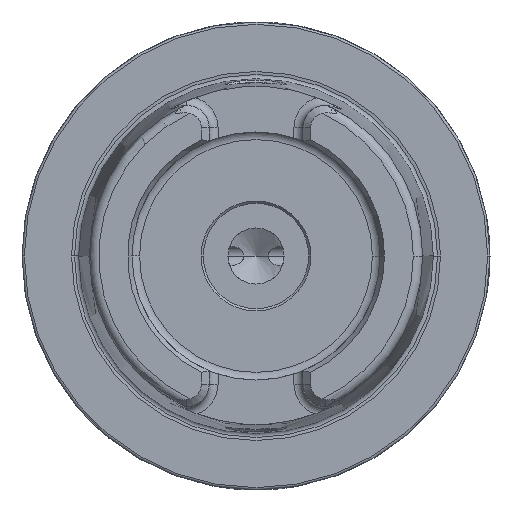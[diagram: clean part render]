
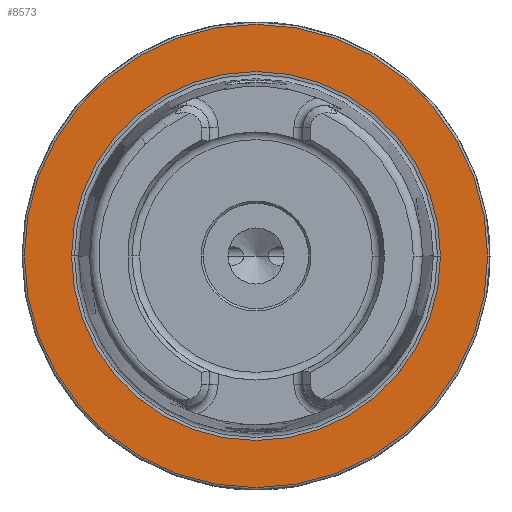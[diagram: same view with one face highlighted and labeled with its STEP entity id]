
A CAD part, left-side view. The second image highlights one B-rep face of the part: STEP entity #8573.
In plain terms, the highlighted planar face has unit normal (-1, 0, 0).
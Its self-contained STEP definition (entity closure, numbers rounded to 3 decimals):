
#168 = VERTEX_POINT ( 'NONE', #696 ) ;
#696 = CARTESIAN_POINT ( 'NONE',  ( 0., -49.5, 0. ) ) ;
#881 = EDGE_CURVE ( 'NONE', #3415, #168, #9977, .T. ) ;
#882 = EDGE_CURVE ( 'NONE', #3411, #3453, #3495, .T. ) ;
#1634 = EDGE_LOOP ( 'NONE', ( #7825, #7826 ) ) ;
#1923 = EDGE_LOOP ( 'NONE', ( #7827, #7828 ) ) ;
#3411 = VERTEX_POINT ( 'NONE', #10740 ) ;
#3415 = VERTEX_POINT ( 'NONE', #10744 ) ;
#3453 = VERTEX_POINT ( 'NONE', #10782 ) ;
#3495 = CIRCLE ( 'NONE', #3536, 39.414 ) ;
#3536 = AXIS2_PLACEMENT_3D ( 'NONE', #8352, #8353, #8354 ) ;
#3622 = AXIS2_PLACEMENT_3D ( 'NONE', #5100, #5115, #5116 ) ;
#4166 = EDGE_CURVE ( 'NONE', #3453, #3411, #10571, .T. ) ;
#4170 = EDGE_CURVE ( 'NONE', #168, #3415, #10583, .T. ) ;
#5100 = CARTESIAN_POINT ( 'NONE',  ( 0., 49.5, 0. ) ) ;
#5109 = FACE_BOUND ( 'NONE', #1634, .T. ) ;
#5112 = FACE_OUTER_BOUND ( 'NONE', #1923, .T. ) ;
#5113 = PLANE ( 'NONE',  #3622 ) ;
#5115 = DIRECTION ( 'NONE',  ( 1., 0., 0. ) ) ;
#5116 = DIRECTION ( 'NONE',  ( 0., 1., 0. ) ) ;
#7825 = ORIENTED_EDGE ( 'NONE', *, *, #882, .F. ) ;
#7826 = ORIENTED_EDGE ( 'NONE', *, *, #4166, .F. ) ;
#7827 = ORIENTED_EDGE ( 'NONE', *, *, #4170, .T. ) ;
#7828 = ORIENTED_EDGE ( 'NONE', *, *, #881, .T. ) ;
#8349 = CARTESIAN_POINT ( 'NONE',  ( 0., 0., 0. ) ) ;
#8350 = DIRECTION ( 'NONE',  ( -1., 0., 0. ) ) ;
#8351 = DIRECTION ( 'NONE',  ( 0., -1., 0. ) ) ;
#8352 = CARTESIAN_POINT ( 'NONE',  ( 0., 0., 0. ) ) ;
#8353 = DIRECTION ( 'NONE',  ( -1., 0., 0. ) ) ;
#8354 = DIRECTION ( 'NONE',  ( 0., -1., 0. ) ) ;
#8573 = ADVANCED_FACE ( 'NONE', ( #5109, #5112 ), #5113, .F. ) ;
#8951 = CARTESIAN_POINT ( 'NONE',  ( 0., 0., 0. ) ) ;
#8952 = DIRECTION ( 'NONE',  ( -1., 0., 0. ) ) ;
#8953 = DIRECTION ( 'NONE',  ( 0., -1., 0. ) ) ;
#8961 = CARTESIAN_POINT ( 'NONE',  ( 0., 0., 0. ) ) ;
#8962 = DIRECTION ( 'NONE',  ( -1., 0., 0. ) ) ;
#8963 = DIRECTION ( 'NONE',  ( 0., -1., 0. ) ) ;
#9977 = CIRCLE ( 'NONE', #10020, 49.5 ) ;
#10020 = AXIS2_PLACEMENT_3D ( 'NONE', #8349, #8350, #8351 ) ;
#10571 = CIRCLE ( 'NONE', #10579, 39.414 ) ;
#10579 = AXIS2_PLACEMENT_3D ( 'NONE', #8951, #8952, #8953 ) ;
#10583 = CIRCLE ( 'NONE', #10586, 49.5 ) ;
#10586 = AXIS2_PLACEMENT_3D ( 'NONE', #8961, #8962, #8963 ) ;
#10740 = CARTESIAN_POINT ( 'NONE',  ( 0., -39.414, 0. ) ) ;
#10744 = CARTESIAN_POINT ( 'NONE',  ( 0., 49.5, 0. ) ) ;
#10782 = CARTESIAN_POINT ( 'NONE',  ( 0., 39.414, 0. ) ) ;
